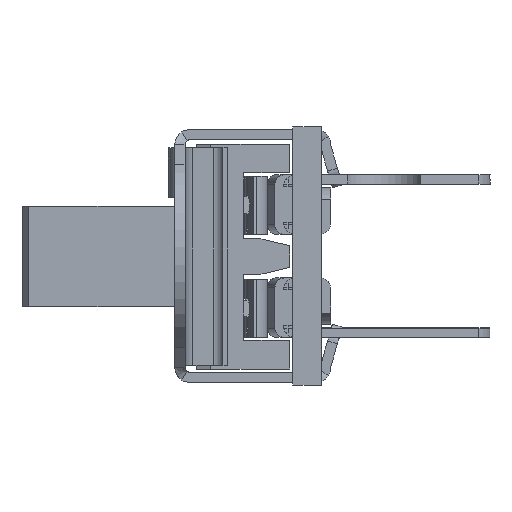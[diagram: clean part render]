
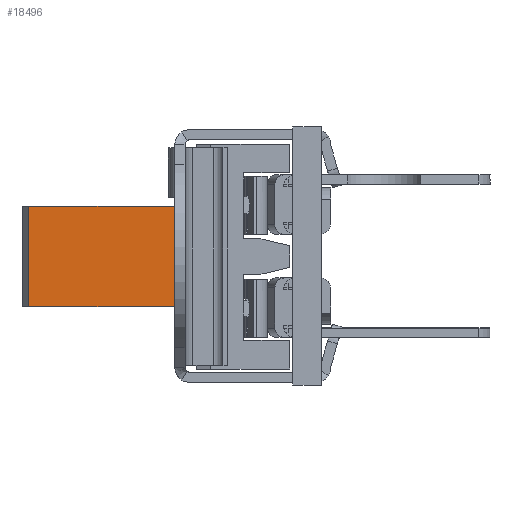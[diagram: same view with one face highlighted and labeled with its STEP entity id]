
A CAD part, left-side view. The second image highlights one B-rep face of the part: STEP entity #18496.
In plain terms, the highlighted planar face has unit normal (-1, 0, 0).
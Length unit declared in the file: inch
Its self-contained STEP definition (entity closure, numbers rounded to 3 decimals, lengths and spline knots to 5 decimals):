
#1769=FACE_OUTER_BOUND('',#2696,.T.);
#2696=EDGE_LOOP('',(#15934,#15935,#15936,#15937));
#2851=LINE('',#25078,#4819);
#2952=LINE('',#25386,#4920);
#4610=LINE('',#30329,#6578);
#4652=LINE('',#30413,#6620);
#4819=VECTOR('',#20203,0.3937);
#4920=VECTOR('',#20444,0.3937);
#6578=VECTOR('',#24494,0.3937);
#6620=VECTOR('',#24568,0.3937);
#6802=VERTEX_POINT('',#25075);
#6803=VERTEX_POINT('',#25077);
#6907=VERTEX_POINT('',#25383);
#6908=VERTEX_POINT('',#25385);
#8523=EDGE_CURVE('',#6803,#6802,#2851,.T.);
#8668=EDGE_CURVE('',#6907,#6908,#2952,.T.);
#10869=EDGE_CURVE('',#6802,#6908,#4610,.T.);
#10911=EDGE_CURVE('',#6803,#6907,#4652,.T.);
#15934=ORIENTED_EDGE('',*,*,#10869,.T.);
#15935=ORIENTED_EDGE('',*,*,#8668,.F.);
#15936=ORIENTED_EDGE('',*,*,#10911,.F.);
#15937=ORIENTED_EDGE('',*,*,#8523,.T.);
#16772=PLANE('',#19912);
#18496=ADVANCED_FACE('',(#1769),#16772,.T.);
#19912=AXIS2_PLACEMENT_3D('',#30414,#24569,#24570);
#20203=DIRECTION('',(0.,1.,0.));
#20444=DIRECTION('',(0.,1.,0.));
#24494=DIRECTION('',(0.,0.,-1.));
#24568=DIRECTION('',(0.,0.,-1.));
#24569=DIRECTION('center_axis',(-1.,0.,0.));
#24570=DIRECTION('ref_axis',(0.,0.,
1.));
#25075=CARTESIAN_POINT('',(-0.3946,0.90765,0.32325));
#25077=CARTESIAN_POINT('',(-0.3946,0.52865,0.32325));
#25078=CARTESIAN_POINT('',(-0.3946,0.52865,0.32325));
#25383=CARTESIAN_POINT('',(-0.3946,0.52865,0.10625));
#25385=CARTESIAN_POINT('',(-0.3946,0.90765,0.10625));
#25386=CARTESIAN_POINT('',(-0.3946,0.52865,0.10625));
#30329=CARTESIAN_POINT('',(-0.3946,0.90765,0.32325));
#30413=CARTESIAN_POINT('',(-0.3946,0.52865,0.39));
#30414=CARTESIAN_POINT('Origin',(-0.3946,0.52865,0.32325));
